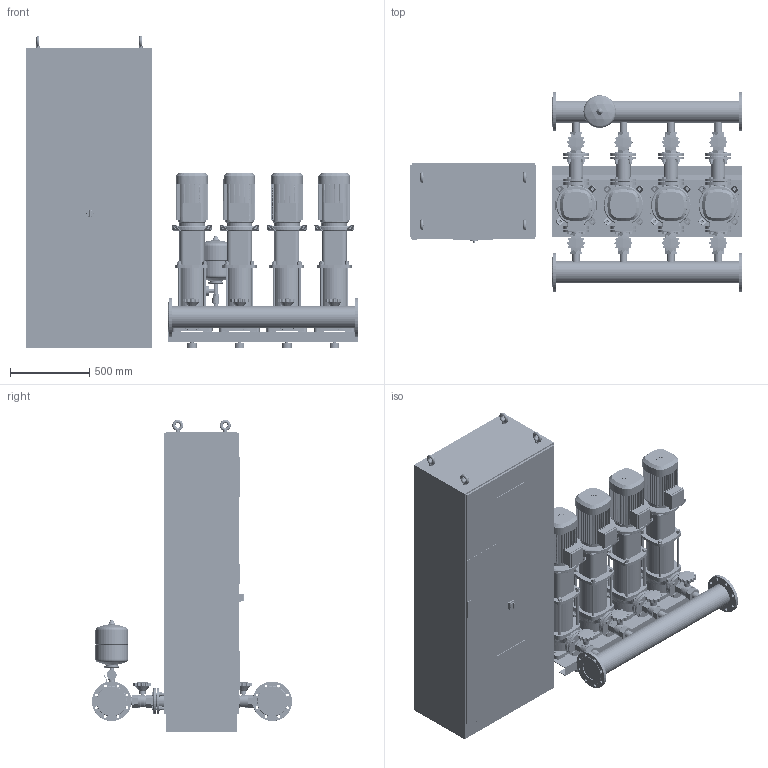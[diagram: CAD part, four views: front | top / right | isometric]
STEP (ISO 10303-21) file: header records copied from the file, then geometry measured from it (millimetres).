
FILE_DESCRIPTION((''),'2;1');
FILE_NAME('3d_SiBoostSmartFC4HELIXV2206-2540756.stp','2016-01-25T11:36:09',(''),(''),'Mechanical Desktop 2009','Mechanical Desktop 2009',', , ');
FILE_SCHEMA(('CONFIG_CONTROL_DESIGN'));
Length unit declared in the file: millimetre
Products named in the file (1): Product
Bounding box: 2100 x 1266 x 1975 mm (x, y, z)
Volume: 910017065.8 mm3; surface area: 19780332.2 mm2
Topology: 225 solids, 225 shells, 6028 faces, 14970 edges, 9770 vertices
Faces by surface type: plane 2626, cylinder 1954, bspline 942, cone 360, torus 132, sphere 14
Entity records: 191054 total; most frequent: CARTESIAN_POINT 46295, DIRECTION 30020, ORIENTED_EDGE 29924, EDGE_CURVE 14962, AXIS2_PLACEMENT_3D 10723, VERTEX_POINT 9762, VECTOR 8574, LINE 8574
